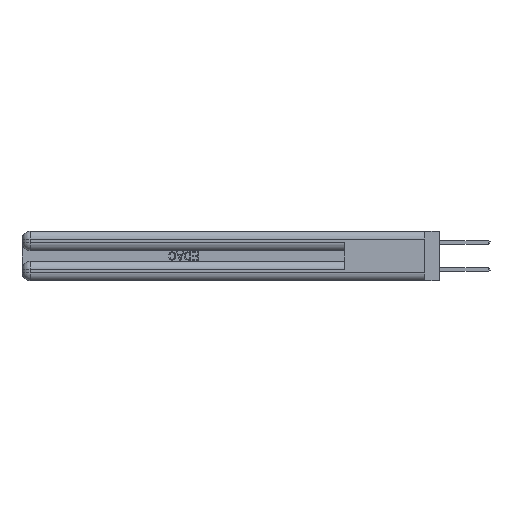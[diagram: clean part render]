
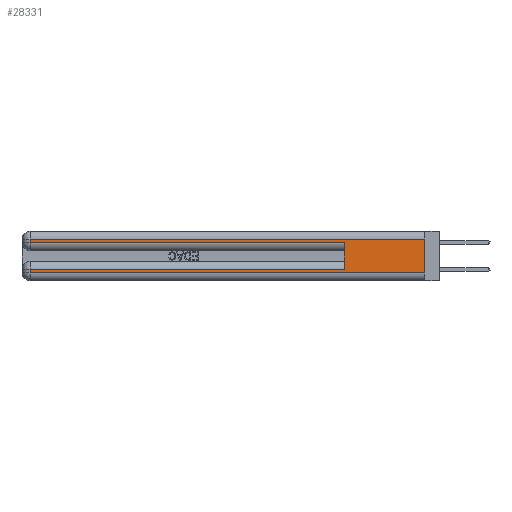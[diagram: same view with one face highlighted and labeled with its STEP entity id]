
A CAD part, left-side view. The second image highlights one B-rep face of the part: STEP entity #28331.
In plain terms, the highlighted planar face has unit normal (-1, 0, 0).
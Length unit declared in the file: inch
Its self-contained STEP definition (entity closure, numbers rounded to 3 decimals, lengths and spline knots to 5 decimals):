
#884 = CARTESIAN_POINT ( 'NONE',  ( 0., 0., 0.31 ) ) ;
#1032 = LINE ( 'NONE', #884, #40335 ) ;
#1302 = VERTEX_POINT ( 'NONE', #4003 ) ;
#3996 = CARTESIAN_POINT ( 'NONE',  ( 0., 0., 0.37 ) ) ;
#4003 = CARTESIAN_POINT ( 'NONE',  ( 0., 2.94, 0.285 ) ) ;
#4704 = DIRECTION ( 'NONE',  ( 0., 1., 0. ) ) ;
#6881 = CARTESIAN_POINT ( 'NONE',  ( 0., 0., 0.06 ) ) ;
#7127 = CARTESIAN_POINT ( 'NONE',  ( 0., 0.6, 0.085 ) ) ;
#7978 = VECTOR ( 'NONE', #9307, 39.37008 ) ;
#9307 = DIRECTION ( 'NONE',  ( 0., 0., -1. ) ) ;
#11666 = VECTOR ( 'NONE', #12821, 39.37008 ) ;
#11865 = VECTOR ( 'NONE', #25494, 39.37008 ) ;
#11937 = DIRECTION ( 'NONE',  ( 1., 0., 0. ) ) ;
#12324 = CARTESIAN_POINT ( 'NONE',  ( 0., 2.94, 0.37 ) ) ;
#12821 = DIRECTION ( 'NONE',  ( 0., 0., -1. ) ) ;
#13200 = CARTESIAN_POINT ( 'NONE',  ( 0., 2.94, 0.085 ) ) ;
#13719 = CARTESIAN_POINT ( 'NONE',  ( 0., 0.6, 0.145 ) ) ;
#14537 = CARTESIAN_POINT ( 'NONE',  ( 0., 0., 0.06 ) ) ;
#15681 = VECTOR ( 'NONE', #41146, 39.37008 ) ;
#16604 = ORIENTED_EDGE ( 'NONE', *, *, #21196, .T. ) ;
#16939 = CARTESIAN_POINT ( 'NONE',  ( 0., 2.94, 0.31 ) ) ;
#17262 = AXIS2_PLACEMENT_3D ( 'NONE', #30696, #11937, #42693 ) ;
#18237 = EDGE_CURVE ( 'NONE', #34861, #30090, #1032, .T. ) ;
#19783 = VECTOR ( 'NONE', #48906, 39.37008 ) ;
#20123 = EDGE_CURVE ( 'NONE', #30090, #1302, #35942, .T. ) ;
#20536 = EDGE_LOOP ( 'NONE', ( #45792, #22500, #48557, #22486, #33138, #46943, #35509, #16604 ) ) ;
#21196 = EDGE_CURVE ( 'NONE', #32362, #41476, #39514, .T. ) ;
#21582 = EDGE_CURVE ( 'NONE', #45663, #40881, #37673, .T. ) ;
#21941 = LINE ( 'NONE', #13719, #11865 ) ;
#22240 = CARTESIAN_POINT ( 'NONE',  ( 0., 0., 0.285 ) ) ;
#22486 = ORIENTED_EDGE ( 'NONE', *, *, #34538, .T. ) ;
#22500 = ORIENTED_EDGE ( 'NONE', *, *, #18237, .T. ) ;
#24049 = LINE ( 'NONE', #3996, #25795 ) ;
#25494 = DIRECTION ( 'NONE',  ( 0., 0., 1. ) ) ;
#25795 = VECTOR ( 'NONE', #30597, 39.37008 ) ;
#28331 = ADVANCED_FACE ( 'NONE', ( #44582 ), #34031, .F. ) ;
#29106 = CARTESIAN_POINT ( 'NONE',  ( 0., 0., 0.085 ) ) ;
#29932 = CARTESIAN_POINT ( 'NONE',  ( 0., 0.6, 0.285 ) ) ;
#30090 = VERTEX_POINT ( 'NONE', #16939 ) ;
#30597 = DIRECTION ( 'NONE',  ( 0., 0., -1. ) ) ;
#30696 = CARTESIAN_POINT ( 'NONE',  ( 0., 0., 0.37 ) ) ;
#31893 = LINE ( 'NONE', #12324, #11666 ) ;
#32064 = CARTESIAN_POINT ( 'NONE',  ( 0., 2.94, 0.37 ) ) ;
#32362 = VERTEX_POINT ( 'NONE', #36670 ) ;
#33138 = ORIENTED_EDGE ( 'NONE', *, *, #44781, .F. ) ;
#33842 = VERTEX_POINT ( 'NONE', #29932 ) ;
#34020 = EDGE_CURVE ( 'NONE', #34861, #41476, #24049, .T. ) ;
#34031 = PLANE ( 'NONE',  #17262 ) ;
#34063 = LINE ( 'NONE', #22240, #19783 ) ;
#34538 = EDGE_CURVE ( 'NONE', #1302, #33842, #34063, .T. ) ;
#34861 = VERTEX_POINT ( 'NONE', #35377 ) ;
#35366 = EDGE_CURVE ( 'NONE', #40881, #32362, #31893, .T. ) ;
#35377 = CARTESIAN_POINT ( 'NONE',  ( 0., 0., 0.31 ) ) ;
#35509 = ORIENTED_EDGE ( 'NONE', *, *, #35366, .T. ) ;
#35942 = LINE ( 'NONE', #32064, #7978 ) ;
#36670 = CARTESIAN_POINT ( 'NONE',  ( 0., 2.94, 0.06 ) ) ;
#37673 = LINE ( 'NONE', #29106, #38871 ) ;
#38871 = VECTOR ( 'NONE', #40289, 39.37008 ) ;
#39514 = LINE ( 'NONE', #14537, #15681 ) ;
#40289 = DIRECTION ( 'NONE',  ( 0., 1., 0. ) ) ;
#40335 = VECTOR ( 'NONE', #4704, 39.37008 ) ;
#40881 = VERTEX_POINT ( 'NONE', #13200 ) ;
#41146 = DIRECTION ( 'NONE',  ( 0., -1., 0. ) ) ;
#41476 = VERTEX_POINT ( 'NONE', #6881 ) ;
#42693 = DIRECTION ( 'NONE',  ( 0., 0., -1. ) ) ;
#44582 = FACE_OUTER_BOUND ( 'NONE', #20536, .T. ) ;
#44781 = EDGE_CURVE ( 'NONE', #45663, #33842, #21941, .T. ) ;
#45663 = VERTEX_POINT ( 'NONE', #7127 ) ;
#45792 = ORIENTED_EDGE ( 'NONE', *, *, #34020, .F. ) ;
#46943 = ORIENTED_EDGE ( 'NONE', *, *, #21582, .T. ) ;
#48557 = ORIENTED_EDGE ( 'NONE', *, *, #20123, .T. ) ;
#48906 = DIRECTION ( 'NONE',  ( 0., -1., 0. ) ) ;
